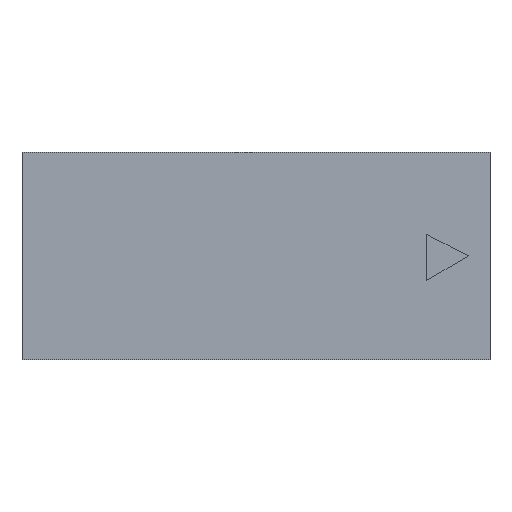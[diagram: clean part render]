
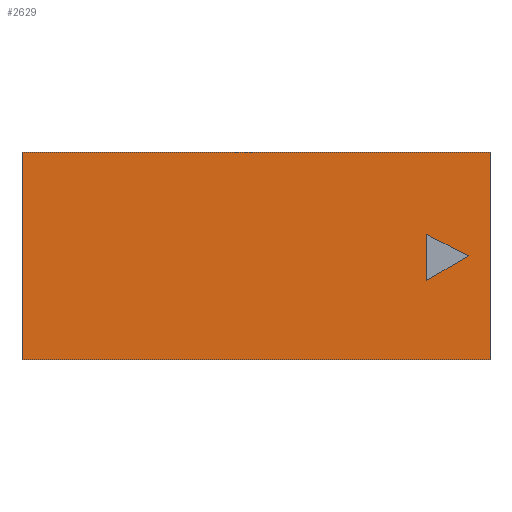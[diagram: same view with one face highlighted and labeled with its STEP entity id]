
A CAD part, front view. The second image highlights one B-rep face of the part: STEP entity #2629.
In plain terms, the highlighted planar face has unit normal (0, -1, 0).
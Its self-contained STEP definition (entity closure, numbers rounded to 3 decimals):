
#572 = VERTEX_POINT ( 'NONE', #20307 ) ;
#1303 = ORIENTED_EDGE ( 'NONE', *, *, #5639, .F. ) ;
#2308 = DIRECTION ( 'NONE',  ( 0., 0., -1. ) ) ;
#2629 = ADVANCED_FACE ( 'NONE', ( #4010, #16403 ), #19837, .T. ) ;
#2644 = LINE ( 'NONE', #9617, #4594 ) ;
#2833 = LINE ( 'NONE', #15123, #7051 ) ;
#3040 = CARTESIAN_POINT ( 'NONE',  ( -19.2, 0., 8.51 ) ) ;
#3325 = DIRECTION ( 'NONE',  ( 0., 0., -1. ) ) ;
#3778 = DIRECTION ( 'NONE',  ( 0.863, 0., 0.505 ) ) ;
#3871 = ORIENTED_EDGE ( 'NONE', *, *, #7349, .F. ) ;
#4010 = FACE_OUTER_BOUND ( 'NONE', #19150, .T. ) ;
#4110 = CARTESIAN_POINT ( 'NONE',  ( 17.434, 0., 0. ) ) ;
#4122 = CARTESIAN_POINT ( 'NONE',  ( 0., 0., 0. ) ) ;
#4578 = DIRECTION ( 'NONE',  ( 1., 0., 0. ) ) ;
#4594 = VECTOR ( 'NONE', #2308, 1000. ) ;
#5639 = EDGE_CURVE ( 'NONE', #19652, #10737, #6166, .T. ) ;
#6079 = LINE ( 'NONE', #18579, #9486 ) ;
#6166 = LINE ( 'NONE', #11229, #9037 ) ;
#6494 = EDGE_CURVE ( 'NONE', #18426, #10498, #2833, .T. ) ;
#6589 = DIRECTION ( 'NONE',  ( 0., 0., 1. ) ) ;
#6714 = VECTOR ( 'NONE', #3325, 1000. ) ;
#7051 = VECTOR ( 'NONE', #9923, 1000. ) ;
#7349 = EDGE_CURVE ( 'NONE', #572, #18426, #16985, .T. ) ;
#8023 = CARTESIAN_POINT ( 'NONE',  ( 19.2, 0., 8.51 ) ) ;
#8154 = EDGE_CURVE ( 'NONE', #18951, #19652, #19607, .T. ) ;
#9022 = ORIENTED_EDGE ( 'NONE', *, *, #11590, .F. ) ;
#9037 = VECTOR ( 'NONE', #21641, 1000. ) ;
#9152 = CARTESIAN_POINT ( 'NONE',  ( 17.434, 0., 0. ) ) ;
#9486 = VECTOR ( 'NONE', #4578, 1000. ) ;
#9617 = CARTESIAN_POINT ( 'NONE',  ( 13.999, 0., 1.774 ) ) ;
#9893 = VECTOR ( 'NONE', #6589, 1000. ) ;
#9911 = LINE ( 'NONE', #3040, #9893 ) ;
#9923 = DIRECTION ( 'NONE',  ( -1., 0., 0. ) ) ;
#10498 = VERTEX_POINT ( 'NONE', #12873 ) ;
#10737 = VERTEX_POINT ( 'NONE', #21166 ) ;
#11170 = ORIENTED_EDGE ( 'NONE', *, *, #21815, .F. ) ;
#11229 = CARTESIAN_POINT ( 'NONE',  ( 17.434, 0., 0. ) ) ;
#11590 = EDGE_CURVE ( 'NONE', #22464, #572, #6079, .T. ) ;
#12033 = AXIS2_PLACEMENT_3D ( 'NONE', #4122, #14471, #18130 ) ;
#12873 = CARTESIAN_POINT ( 'NONE',  ( -19.2, 0., -8.51 ) ) ;
#13737 = EDGE_CURVE ( 'NONE', #10498, #22464, #9911, .T. ) ;
#14471 = DIRECTION ( 'NONE',  ( 0., -1., 0. ) ) ;
#14917 = CARTESIAN_POINT ( 'NONE',  ( 13.999, 0., -2.012 ) ) ;
#15123 = CARTESIAN_POINT ( 'NONE',  ( -19.2, 0., -8.51 ) ) ;
#16403 = FACE_BOUND ( 'NONE', #16635, .T. ) ;
#16635 = EDGE_LOOP ( 'NONE', ( #1303, #16702, #11170 ) ) ;
#16702 = ORIENTED_EDGE ( 'NONE', *, *, #8154, .F. ) ;
#16985 = LINE ( 'NONE', #8023, #6714 ) ;
#17312 = CARTESIAN_POINT ( 'NONE',  ( 19.2, 0., -8.51 ) ) ;
#18130 = DIRECTION ( 'NONE',  ( 0., 0., -1. ) ) ;
#18426 = VERTEX_POINT ( 'NONE', #17312 ) ;
#18579 = CARTESIAN_POINT ( 'NONE',  ( -19.2, 0., 8.51 ) ) ;
#18939 = CARTESIAN_POINT ( 'NONE',  ( -19.2, 0., 8.51 ) ) ;
#18951 = VERTEX_POINT ( 'NONE', #14917 ) ;
#19150 = EDGE_LOOP ( 'NONE', ( #3871, #9022, #21623, #21244 ) ) ;
#19607 = LINE ( 'NONE', #9152, #22152 ) ;
#19652 = VERTEX_POINT ( 'NONE', #4110 ) ;
#19837 = PLANE ( 'NONE',  #12033 ) ;
#20307 = CARTESIAN_POINT ( 'NONE',  ( 19.2, 0., 8.51 ) ) ;
#21166 = CARTESIAN_POINT ( 'NONE',  ( 13.999, 0., 1.774 ) ) ;
#21244 = ORIENTED_EDGE ( 'NONE', *, *, #6494, .F. ) ;
#21623 = ORIENTED_EDGE ( 'NONE', *, *, #13737, .F. ) ;
#21641 = DIRECTION ( 'NONE',  ( -0.889, 0., 0.459 ) ) ;
#21815 = EDGE_CURVE ( 'NONE', #10737, #18951, #2644, .T. ) ;
#22152 = VECTOR ( 'NONE', #3778, 1000. ) ;
#22464 = VERTEX_POINT ( 'NONE', #18939 ) ;
